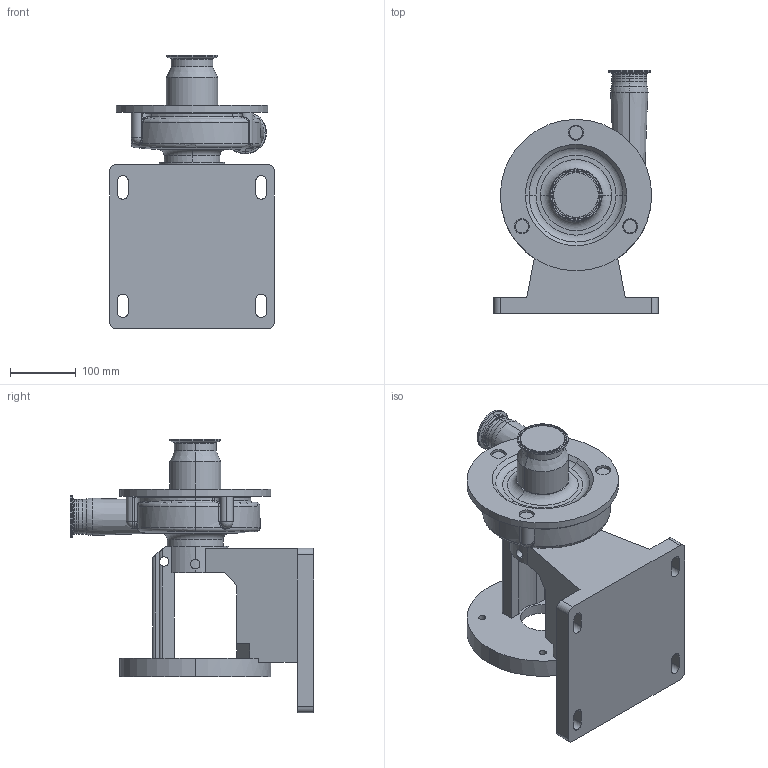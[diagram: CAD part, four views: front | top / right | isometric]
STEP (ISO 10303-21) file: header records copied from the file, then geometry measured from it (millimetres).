
FILE_DESCRIPTION (( 'STEP AP214' ), '1' );
FILE_NAME ('FP 352 180TC VERTICAL.STEP', '2010-02-23T21:02:45', ( ' ' ), ( '' ), 'SwSTEP 2.0', 'SolidWorks 2010', '' );
FILE_SCHEMA (( 'AUTOMOTIVE_DESIGN' ));
Length unit declared in the file: millimetre
Products named in the file (2): FP 352 180TC VERTICAL^1275000115; FP 352 180TC VERTICAL
Assembly tree (1 placements, depth 2):
  FP 352 180TC VERTICAL
    FP 352 180TC VERTICAL^1275000115
Bounding box: 250 x 370 x 416 mm (x, y, z)
Volume: 7266487.9 mm3; surface area: 601180.3 mm2
Topology: 1 solids, 3 shells, 353 faces, 901 edges, 554 vertices
Faces by surface type: cylinder 134, plane 89, torus 49, bspline 43, cone 29, sphere 9
Entity records: 22995 total; most frequent: CARTESIAN_POINT 14441, DIRECTION 1817, ORIENTED_EDGE 1790, EDGE_CURVE 895, AXIS2_PLACEMENT_3D 742, VERTEX_POINT 552, CIRCLE 428, EDGE_LOOP 393
